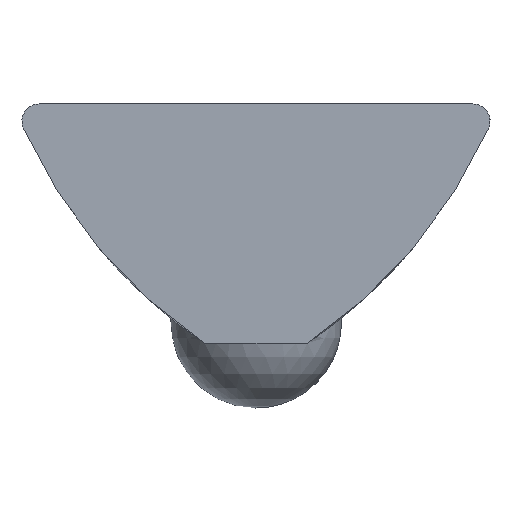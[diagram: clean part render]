
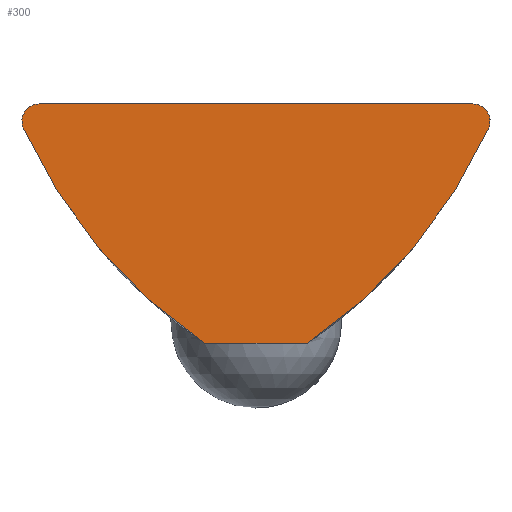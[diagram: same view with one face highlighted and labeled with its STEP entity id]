
A CAD part, left-side view. The second image highlights one B-rep face of the part: STEP entity #300.
In plain terms, the highlighted planar face has unit normal (-1, 0, 0).
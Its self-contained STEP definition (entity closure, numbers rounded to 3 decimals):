
#27=PLANE('',#341);
#29=CIRCLE('',#319,15.);
#30=CIRCLE('',#321,15.);
#36=CIRCLE('',#335,0.5);
#38=CIRCLE('',#338,0.5);
#52=LINE('',#519,#72);
#56=LINE('',#573,#76);
#72=VECTOR('',#377,1000.);
#76=VECTOR('',#397,1000.);
#140=ORIENTED_EDGE('',*,*,#192,.F.);
#141=ORIENTED_EDGE('',*,*,#198,.F.);
#142=ORIENTED_EDGE('',*,*,#172,.F.);
#143=ORIENTED_EDGE('',*,*,#183,.F.);
#144=ORIENTED_EDGE('',*,*,#168,.F.);
#145=ORIENTED_EDGE('',*,*,#196,.F.);
#168=EDGE_CURVE('',#208,#209,#29,.T.);
#172=EDGE_CURVE('',#212,#213,#30,.T.);
#183=EDGE_CURVE('',#209,#212,#52,.T.);
#192=EDGE_CURVE('',#224,#225,#56,.T.);
#196=EDGE_CURVE('',#225,#208,#36,.T.);
#198=EDGE_CURVE('',#213,#224,#38,.T.);
#208=VERTEX_POINT('',#465);
#209=VERTEX_POINT('',#467);
#212=VERTEX_POINT('',#483);
#213=VERTEX_POINT('',#485);
#224=VERTEX_POINT('',#574);
#225=VERTEX_POINT('',#575);
#252=EDGE_LOOP('',(#140,#141,#142,#143,#144,#145));
#274=FACE_BOUND('',#252,.T.);
#300=ADVANCED_FACE('',(#274),#27,.F.);
#319=AXIS2_PLACEMENT_3D('',#466,#355,#356);
#321=AXIS2_PLACEMENT_3D('',#484,#361,#362);
#335=AXIS2_PLACEMENT_3D('',#582,#403,#404);
#338=AXIS2_PLACEMENT_3D('',#585,#409,#410);
#341=AXIS2_PLACEMENT_3D('',#588,#415,#416);
#355=DIRECTION('',(1.,0.,0.));
#356=DIRECTION('',(0.,0.,-1.));
#361=DIRECTION('',(1.,0.,0.));
#362=DIRECTION('',(0.,0.,-1.));
#377=DIRECTION('',(0.,1.,0.));
#397=DIRECTION('',(0.,-1.,0.));
#403=DIRECTION('',(1.,0.,0.));
#404=DIRECTION('',(0.,0.,-1.));
#409=DIRECTION('',(1.,0.,0.));
#410=DIRECTION('',(0.,0.,-1.));
#415=DIRECTION('',(1.,0.,0.));
#416=DIRECTION('',(0.,0.,-1.));
#465=CARTESIAN_POINT('',(-18.,-6.806,-0.705));
#466=CARTESIAN_POINT('',(-18.,6.876,5.444));
#467=CARTESIAN_POINT('',(-18.,-1.5,-7.));
#483=CARTESIAN_POINT('',(-18.,1.5,-7.));
#484=CARTESIAN_POINT('',(-18.,-6.876,5.444));
#485=CARTESIAN_POINT('',(-18.,6.806,-0.705));
#519=CARTESIAN_POINT('',(-18.,-1.5,-7.));
#573=CARTESIAN_POINT('',(-18.,6.35,0.));
#574=CARTESIAN_POINT('',(-18.,6.35,0.));
#575=CARTESIAN_POINT('',(-18.,-6.35,0.));
#582=CARTESIAN_POINT('',(-18.,-6.35,-0.5));
#585=CARTESIAN_POINT('',(-18.,6.35,-0.5));
#588=CARTESIAN_POINT('',(-18.,-6.35,-0.5));
